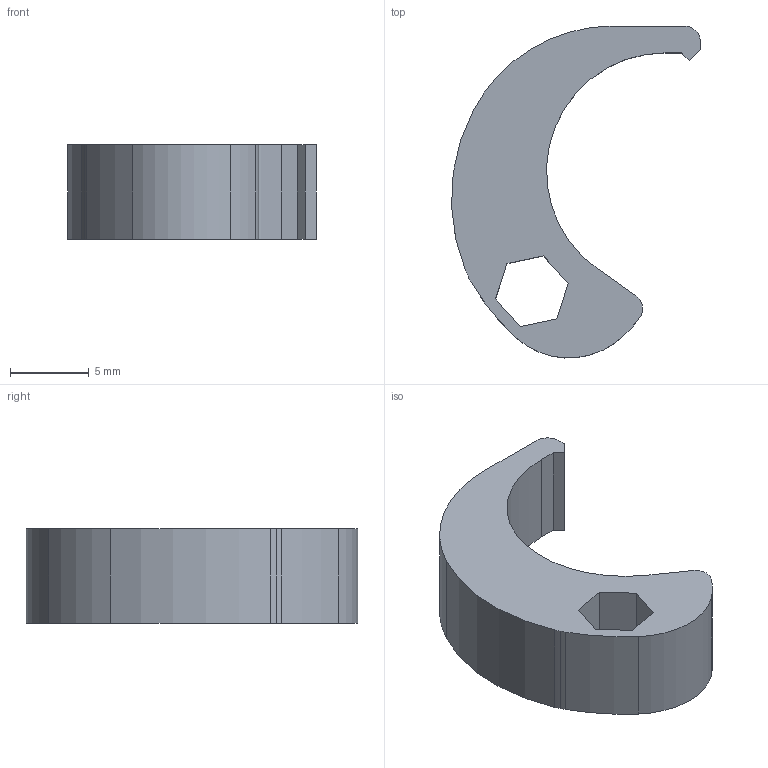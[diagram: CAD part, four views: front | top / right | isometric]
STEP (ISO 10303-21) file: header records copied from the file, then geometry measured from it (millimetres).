
FILE_DESCRIPTION(('HOOPS Exchange Step'),'2;1');
FILE_NAME('export-2C1BE6E8-FB5A-40E5-B6A8-4838425556D7.stp','2021-03-03T12:21:20+01:00',('Engineering'),('Alibre'),'HOOPS Exchange 2020.1','Alibre','Unknown authorisation');
FILE_SCHEMA( ('AP242_MANAGED_MODEL_BASED_3D_ENGINEERING_MIM_LF {1 0 10303 442 1 1 4 }') );
Length unit declared in the file: millimetre
Products named in the file (2): 5496-1 Tool - SAC BIT M12-D16 - 1200305; 5496 Tool - SAC BIT M12-D16 - 1200305
Assembly tree (1 placements, depth 2):
  5496 Tool - SAC BIT M12-D16 - 1200305
    5496-1 Tool - SAC BIT M12-D16 - 1200305
Bounding box: 15.75 x 21 x 6 mm (x, y, z)
Volume: 798.4 mm3; surface area: 762.6 mm2
Topology: 1 solids, 1 shells, 27 faces, 75 edges, 50 vertices
Faces by surface type: plane 14, cylinder 13
Entity records: 938 total; most frequent: DIRECTION 165, CARTESIAN_POINT 157, ORIENTED_EDGE 150, EDGE_CURVE 75, AXIS2_PLACEMENT_3D 58, VERTEX_POINT 50, VECTOR 49, LINE 49
